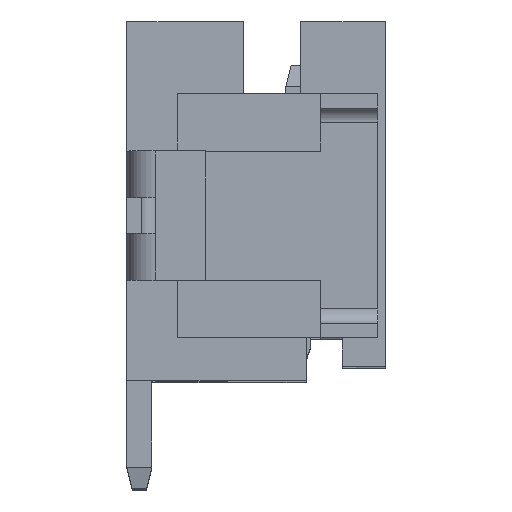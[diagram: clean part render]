
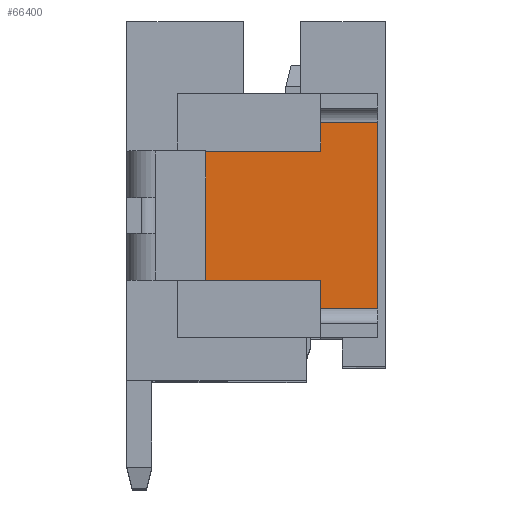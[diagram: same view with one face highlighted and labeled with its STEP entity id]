
A CAD part, top view. The second image highlights one B-rep face of the part: STEP entity #66400.
In plain terms, the highlighted planar face has unit normal (0, 0, 1).
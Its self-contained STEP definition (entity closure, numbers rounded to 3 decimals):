
#2580=CARTESIAN_POINT('',(0.283,1.27,14.15));
#2590=VERTEX_POINT('',#2580);
#2820=CARTESIAN_POINT('',(-0.417,1.27,14.15));
#2830=VERTEX_POINT('',#2820);
#2860=CARTESIAN_POINT('',(0.,1.27,14.15));
#2870=DIRECTION('',(1.,0.,0.));
#2880=VECTOR('',#2870,1.);
#2890=LINE('',#2860,#2880);
#2900=CARTESIAN_POINT('',(-0.751,1.27,14.15));
#2910=VERTEX_POINT('',#2900);
#2920=EDGE_CURVE('',#2910,#2830,#2890,.T.);
#3100=CARTESIAN_POINT('',(-0.917,1.27,14.15));
#3110=VERTEX_POINT('',#3100);
#3140=CARTESIAN_POINT('',(-1.167,1.27,14.15));
#3150=VERTEX_POINT('',#3140);
#3160=EDGE_CURVE('',#3150,#3110,#2890,.T.);
#11070=CARTESIAN_POINT('',(0.283,1.37,14.15));
#11080=VERTEX_POINT('',#11070);
#11110=CARTESIAN_POINT('',(0.283,0.,14.15));
#11120=DIRECTION('',(0.,1.,0.));
#11130=VECTOR('',#11120,1.);
#11140=LINE('',#11110,#11130);
#11150=EDGE_CURVE('',#2590,#11080,#11140,.T.);
#16570=CARTESIAN_POINT('',(0.283,-1.13,14.15));
#16580=VERTEX_POINT('',#16570);
#16610=CARTESIAN_POINT('',(0.283,0.,14.15));
#16620=DIRECTION('',(0.,1.,0.));
#16630=VECTOR('',#16620,1.);
#16640=LINE('',#16610,#16630);
#16650=CARTESIAN_POINT('',(0.283,-1.23,14.15));
#16660=VERTEX_POINT('',#16650);
#16670=EDGE_CURVE('',#16660,#16580,#16640,.T.);
#17150=CARTESIAN_POINT('',(-1.167,-1.13,14.15));
#17160=VERTEX_POINT('',#17150);
#17190=CARTESIAN_POINT('',(0.,-1.13,14.15));
#17200=DIRECTION('',(-1.,0.,0.));
#17210=VECTOR('',#17200,1.);
#17220=LINE('',#17190,#17210);
#17230=CARTESIAN_POINT('',(-0.917,-1.13,14.15));
#17240=VERTEX_POINT('',#17230);
#17250=EDGE_CURVE('',#17240,#17160,#17220,.T.);
#17430=CARTESIAN_POINT('',(-0.751,-1.13,14.15));
#17440=VERTEX_POINT('',#17430);
#17470=CARTESIAN_POINT('',(-0.417,-1.13,14.15));
#17480=VERTEX_POINT('',#17470);
#17490=EDGE_CURVE('',#17480,#17440,#17220,.T.);
#63710=CARTESIAN_POINT('',(-0.917,1.22,14.15));
#63720=VERTEX_POINT('',#63710);
#63750=CARTESIAN_POINT('',(-0.917,-0.448,14.15))
;
#63760=DIRECTION('',(0.,-1.,0.));
#63770=VECTOR('',#63760,1.);
#63780=LINE('',#63750,#63770);
#63790=EDGE_CURVE('',#3110,#63720,#63780,.T.);
#63950=CARTESIAN_POINT('',(-0.417,1.22,14.15));
#63960=VERTEX_POINT('',#63950);
#63990=CARTESIAN_POINT('',(-0.417,-0.448,14.15))
;
#64000=DIRECTION('',(0.,-1.,0.));
#64010=VECTOR('',#64000,1.);
#64020=LINE('',#63990,#64010);
#64030=EDGE_CURVE('',#2830,#63960,#64020,.T.);
#64670=CARTESIAN_POINT('',(1.083,1.37,14.15));
#64680=VERTEX_POINT('',#64670);
#64710=CARTESIAN_POINT('',(-0.387,1.37,14.15));
#64720=DIRECTION('',(-1.,0.,0.));
#64730=VECTOR('',#64720,1.);
#64740=LINE('',#64710,#64730);
#64750=EDGE_CURVE('',#64680,#11080,#64740,.T.);
#64820=CARTESIAN_POINT('',(1.083,1.77,14.15));
#64830=DIRECTION('',(0.,0.,-1.));
#64840=DIRECTION('',(1.,0.,0.));
#64850=AXIS2_PLACEMENT_3D('',#64820,#64830,#64840);
#64860=PLANE('',#64850);
#64870=CARTESIAN_POINT('',(-1.417,-0.448,14.15));
#64880=DIRECTION('',(0.,1.,0.));
#64890=VECTOR('',#64880,1.);
#64900=LINE('',#64870,#64890);
#64910=CARTESIAN_POINT('',(-1.417,0.97,14.15));
#64920=VERTEX_POINT('',#64910);
#64930=CARTESIAN_POINT('',(-1.417,1.07,14.15));
#64940=VERTEX_POINT('',#64930);
#64950=EDGE_CURVE('',#64920,#64940,#64900,.T.);
#64960=ORIENTED_EDGE('',*,*,#64950,.F.);
#64970=CARTESIAN_POINT('',(-1.217,1.056,14.15));
#64980=DIRECTION('',(0.,0.,1.));
#64990=DIRECTION('',(0.,-1.,0.));
#65000=AXIS2_PLACEMENT_3D('',#64970,#64980,#64990);
#65010=CIRCLE('',#65000,0.2);
#65020=CARTESIAN_POINT('',(-1.256,1.252,14.15));
#65030=VERTEX_POINT('',#65020);
#65040=EDGE_CURVE('',#65030,#64940,#65010,.T.);
#65050=ORIENTED_EDGE('',*,*,#65040,.T.);
#65060=CARTESIAN_POINT('',(-0.387,1.426,14.15));
#65070=DIRECTION('',(0.981,0.196,
0.));
#65080=VECTOR('',#65070,1.);
#65090=LINE('',#65060,#65080);
#65100=EDGE_CURVE('',#65030,#3150,#65090,.T.);
#65110=ORIENTED_EDGE('',*,*,#65100,.F.);
#65120=ORIENTED_EDGE('',*,*,#3160,.F.);
#65130=ORIENTED_EDGE('',*,*,#63790,.F.);
#65140=CARTESIAN_POINT('',(-0.387,1.379,14.15));
#65150=DIRECTION('',(0.958,0.287,
0.));
#65160=VECTOR('',#65150,1.);
#65170=LINE('',#65140,#65160);
#65180=EDGE_CURVE('',#63720,#2910,#65170,.T.);
#65190=ORIENTED_EDGE('',*,*,#65180,.F.);
#65200=ORIENTED_EDGE('',*,*,#2920,.F.);
#65210=ORIENTED_EDGE('',*,*,#64030,.F.);
#65220=CARTESIAN_POINT('',(-0.387,1.22,14.15));
#65230=DIRECTION('',(1.,0.,0.));
#65240=VECTOR('',#65230,1.);
#65250=LINE('',#65220,#65240);
#65260=CARTESIAN_POINT('',(0.283,1.22,14.15));
#65270=VERTEX_POINT('',#65260);
#65280=EDGE_CURVE('',#63960,#65270,#65250,.T.);
#65290=ORIENTED_EDGE('',*,*,#65280,.F.);
#65300=CARTESIAN_POINT('',(0.283,-0.448,14.15));
#65310=DIRECTION('',(0.,-1.,0.));
#65320=VECTOR('',#65310,1.);
#65330=LINE('',#65300,#65320);
#65340=EDGE_CURVE('',#2590,#65270,#65330,.T.);
#65350=ORIENTED_EDGE('',*,*,#65340,.T.);
#65360=ORIENTED_EDGE('',*,*,#11150,.F.);
#65370=ORIENTED_EDGE('',*,*,#64750,.T.);
#65380=CARTESIAN_POINT('',(1.083,-0.448,14.15));
#65390=DIRECTION('',(0.,-1.,0.));
#65400=VECTOR('',#65390,1.);
#65410=LINE('',#65380,#65400);
#65420=CARTESIAN_POINT('',(1.083,-1.23,14.15));
#65430=VERTEX_POINT('',#65420);
#65440=EDGE_CURVE('',#64680,#65430,#65410,.T.);
#65450=ORIENTED_EDGE('',*,*,#65440,.F.);
#65460=CARTESIAN_POINT('',(-0.387,-1.23,14.15));
#65470=DIRECTION('',(1.,0.,0.));
#65480=VECTOR('',#65470,1.);
#65490=LINE('',#65460,#65480);
#65500=EDGE_CURVE('',#16660,#65430,#65490,.T.);
#65510=ORIENTED_EDGE('',*,*,#65500,.T.);
#65520=ORIENTED_EDGE('',*,*,#16670,.F.);
#65530=CARTESIAN_POINT('',(0.283,-0.448,14.15));
#65540=DIRECTION('',(0.,-1.,0.));
#65550=VECTOR('',#65540,1.);
#65560=LINE('',#65530,#65550);
#65570=CARTESIAN_POINT('',(0.283,-1.08,14.15));
#65580=VERTEX_POINT('',#65570);
#65590=EDGE_CURVE('',#65580,#16580,#65560,.T.);
#65600=ORIENTED_EDGE('',*,*,#65590,.T.);
#65610=CARTESIAN_POINT('',(-0.387,-1.08,14.15));
#65620=DIRECTION('',(-1.,0.,0.));
#65630=VECTOR('',#65620,1.);
#65640=LINE('',#65610,#65630);
#65650=CARTESIAN_POINT('',(-0.417,-1.08,14.15));
#65660=VERTEX_POINT('',#65650);
#65670=EDGE_CURVE('',#65580,#65660,#65640,.T.);
#65680=ORIENTED_EDGE('',*,*,#65670,.F.);
#65690=CARTESIAN_POINT('',(-0.417,-0.448,14.15))
;
#65700=DIRECTION('',(0.,-1.,0.));
#65710=VECTOR('',#65700,1.);
#65720=LINE('',#65690,#65710);
#65730=EDGE_CURVE('',#65660,#17480,#65720,.T.);
#65740=ORIENTED_EDGE('',*,*,#65730,.F.);
#65750=ORIENTED_EDGE('',*,*,#17490,.F.);
#65760=CARTESIAN_POINT('',(-0.387,-1.24,14.15));
#65770=DIRECTION('',(-0.958,0.287,
0.));
#65780=VECTOR('',#65770,1.);
#65790=LINE('',#65760,#65780);
#65800=CARTESIAN_POINT('',(-0.917,-1.08,14.15));
#65810=VERTEX_POINT('',#65800);
#65820=EDGE_CURVE('',#17440,#65810,#65790,.T.);
#65830=ORIENTED_EDGE('',*,*,#65820,.F.);
#65840=CARTESIAN_POINT('',(-0.917,-0.448,14.15))
;
#65850=DIRECTION('',(0.,-1.,0.));
#65860=VECTOR('',#65850,1.);
#65870=LINE('',#65840,#65860);
#65880=EDGE_CURVE('',#65810,#17240,#65870,.T.);
#65890=ORIENTED_EDGE('',*,*,#65880,.F.);
#65900=ORIENTED_EDGE('',*,*,#17250,.F.);
#65910=CARTESIAN_POINT('',(-0.387,-1.287,14.15));
#65920=DIRECTION('',(-0.981,0.196,
0.));
#65930=VECTOR('',#65920,1.);
#65940=LINE('',#65910,#65930);
#65950=CARTESIAN_POINT('',(-1.256,-1.113,14.15));
#65960=VERTEX_POINT('',#65950);
#65970=EDGE_CURVE('',#17160,#65960,#65940,.T.);
#65980=ORIENTED_EDGE('',*,*,#65970,.F.);
#65990=CARTESIAN_POINT('',(-1.217,-0.917,14.15));
#66000=DIRECTION('',(0.,0.,-1.));
#66010=DIRECTION('',(0.,1.,0.));
#66020=AXIS2_PLACEMENT_3D('',#65990,#66000,#66010);
#66030=CIRCLE('',#66020,0.2);
#66040=CARTESIAN_POINT('',(-1.417,-0.931,14.15));
#66050=VERTEX_POINT('',#66040);
#66060=EDGE_CURVE('',#65960,#66050,#66030,.T.);
#66070=ORIENTED_EDGE('',*,*,#66060,.F.);
#66080=CARTESIAN_POINT('',(-1.417,-0.448,14.15));
#66090=DIRECTION('',(0.,1.,0.));
#66100=VECTOR('',#66090,1.);
#66110=LINE('',#66080,#66100);
#66120=CARTESIAN_POINT('',(-1.417,-0.83,14.15));
#66130=VERTEX_POINT('',#66120);
#66140=EDGE_CURVE('',#66050,#66130,#66110,.T.);
#66150=ORIENTED_EDGE('',*,*,#66140,.F.);
#66160=CARTESIAN_POINT('',(-0.387,-0.83,14.15))
;
#66170=DIRECTION('',(-1.,0.,0.));
#66180=VECTOR('',#66170,1.);
#66190=LINE('',#66160,#66180);
#66200=CARTESIAN_POINT('',(-2.017,-0.83,14.15));
#66210=VERTEX_POINT('',#66200);
#66220=EDGE_CURVE('',#66130,#66210,#66190,.T.);
#66230=ORIENTED_EDGE('',*,*,#66220,.F.);
#66240=CARTESIAN_POINT('',(-2.017,1.77,14.15));
#66250=DIRECTION('',(0.,-1.,0.));
#66260=VECTOR('',#66250,1.);
#66270=LINE('',#66240,#66260);
#66280=CARTESIAN_POINT('',(-2.017,0.97,14.15));
#66290=VERTEX_POINT('',#66280);
#66300=EDGE_CURVE('',#66290,#66210,#66270,.T.);
#66310=ORIENTED_EDGE('',*,*,#66300,.T.);
#66320=CARTESIAN_POINT('',(-0.387,0.97,14.15));
#66330=DIRECTION('',(1.,0.,0.));
#66340=VECTOR('',#66330,1.);
#66350=LINE('',#66320,#66340);
#66360=EDGE_CURVE('',#66290,#64920,#66350,.T.);
#66370=ORIENTED_EDGE('',*,*,#66360,.F.);
#66380=EDGE_LOOP('',(#66370,#66310,#66230,#66150,#66070,#65980,#65900,
#65890,#65830,#65750,#65740,#65680,#65600,#65520,#65510,#65450,#65370,
#65360,#65350,#65290,#65210,#65200,#65190,#65130,#65120,#65110,#65050,
#64960));
#66390=FACE_OUTER_BOUND('',#66380,.T.);
#66400=ADVANCED_FACE('',(#66390),#64860,.F.);
